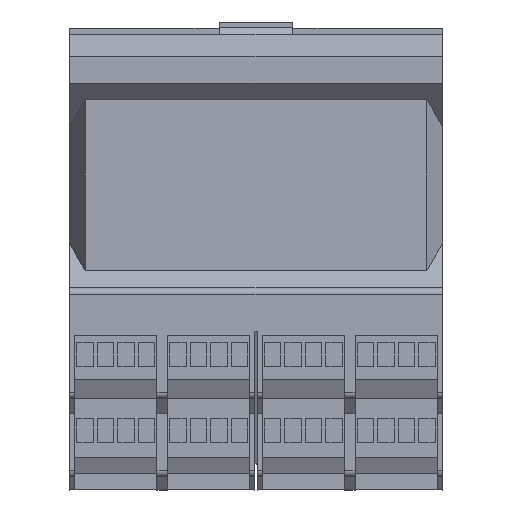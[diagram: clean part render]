
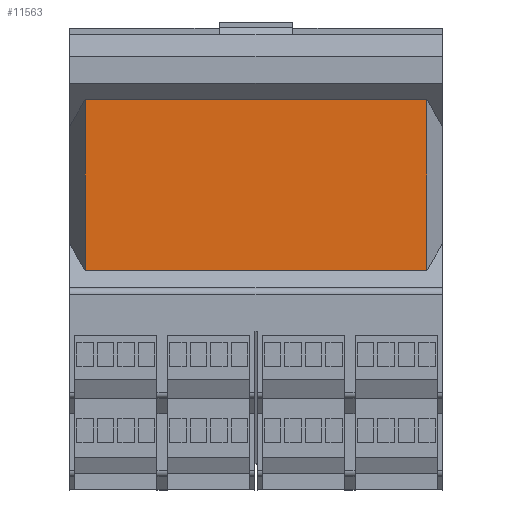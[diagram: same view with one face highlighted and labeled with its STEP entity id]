
A CAD part, top view. The second image highlights one B-rep face of the part: STEP entity #11563.
In plain terms, the highlighted planar face has unit normal (0, 0, 1).
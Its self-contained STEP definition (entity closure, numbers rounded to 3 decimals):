
#11524=CARTESIAN_POINT('POINT5035',(41.672,
   -12.,42.55));
#11525=VERTEX_POINT('VERTEX5035',#11524);
#11526=CARTESIAN_POINT('POINT5036',(-41.672,
   -12.,42.55));
#11527=VERTEX_POINT('VERTEX5036',#11526);
#11528=CARTESIAN_POINT('POS9263',(-22.712,-12.,
   42.55));
#11529=DIRECTION('DIR12580',(-1.,0.,0.));
#11530=VECTOR('VEC5946',#11529,25.4);
#11531=LINE('STRAIGHT5946',#11528,#11530);
#11532=EDGE_CURVE('EDGE7545',#11525,#11527,#11531,.T.);
#11533=ORIENTED_EDGE('COEDGE14831',*,*,#11532,.T.);
#11534=CARTESIAN_POINT('POINT5037',(-41.672,
   -53.6,42.55));
#11535=VERTEX_POINT('VERTEX5037',#11534);
#11536=CARTESIAN_POINT('POS9264',(-41.672,-34.25,
   42.55));
#11537=DIRECTION('DIR12581',(0.,-1.,0.));
#11538=VECTOR('VEC5947',#11537,25.4);
#11539=LINE('STRAIGHT5947',#11536,#11538);
#11540=EDGE_CURVE('EDGE7546',#11527,#11535,#11539,.T.);
#11541=ORIENTED_EDGE('COEDGE14832',*,*,#11540,.T.);
#11542=CARTESIAN_POINT('POINT5038',(41.672,
   -53.6,42.55));
#11543=VERTEX_POINT('VERTEX5038',#11542);
#11544=CARTESIAN_POINT('POS9265',(-22.712,-53.6,
   42.55));
#11545=DIRECTION('DIR12582',(1.,0.,0.));
#11546=VECTOR('VEC5948',#11545,25.4);
#11547=LINE('STRAIGHT5948',#11544,#11546);
#11548=EDGE_CURVE('EDGE7547',#11535,#11543,#11547,.T.);
#11549=ORIENTED_EDGE('COEDGE14833',*,*,#11548,.T.);
#11550=CARTESIAN_POINT('POS9266',(41.672,-34.25,
   42.55));
#11551=DIRECTION('DIR12583',(0.,1.,0.));
#11552=VECTOR('VEC5949',#11551,25.4);
#11553=LINE('STRAIGHT5949',#11550,#11552);
#11554=EDGE_CURVE('EDGE7548',#11543,#11525,#11553,.T.);
#11555=ORIENTED_EDGE('COEDGE14834',*,*,#11554,.T.);
#11556=EDGE_LOOP('NONE',(#11533,#11541,#11549,#11555));
#11557=FACE_BOUND('LOOP1',#11556,.T.);
#11558=CARTESIAN_POINT('POS9267',(0.,-34.25,42.55));
#11559=DIRECTION('DIR12584',(0.,0.,1.));
#11560=DIRECTION('DIR12585',(1.,0.,0.));
#11561=AXIS2_PLACEMENT_3D('AXIS3318',#11558,#11559,#11560);
#11562=PLANE('PLANE2222',#11561);
#11563=ADVANCED_FACE('FACE3094',(#11557),#11562,.T.);
